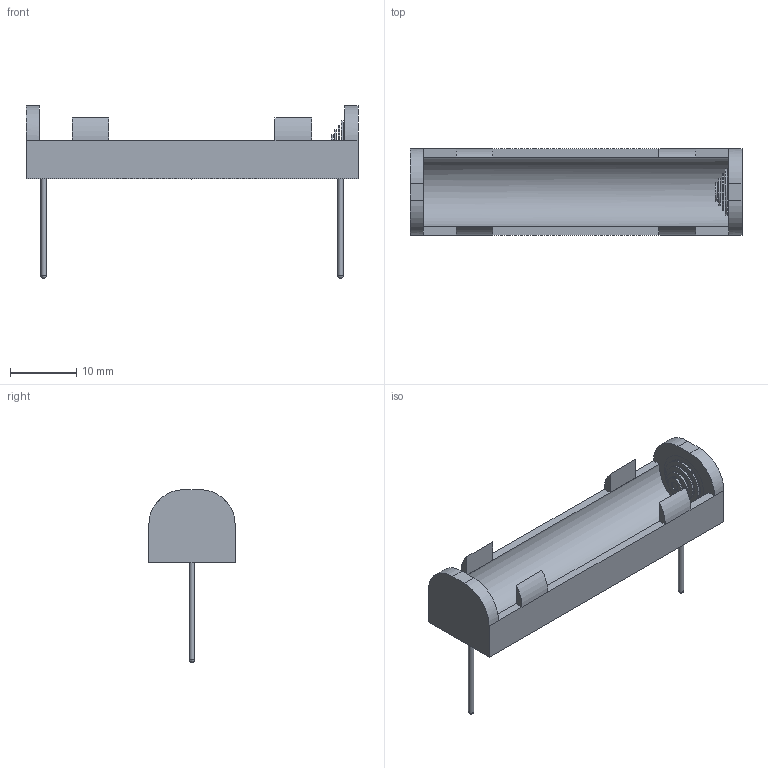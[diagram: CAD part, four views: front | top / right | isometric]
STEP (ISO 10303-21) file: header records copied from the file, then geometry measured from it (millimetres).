
FILE_DESCRIPTION(/* description */ ('model of BatteryHolder_Keystone_2466_1xAAA'),/* implementation_level */ '2;1');
FILE_NAME(/* name */ 'BatteryHolder_Keystone_2466_1xAAA.step',/* time_stamp */ '2018-12-13T15:57:48',/* author */ ('kicad StepUp','ksu'),/* organization */ ('FreeCAD'),/* preprocessor_version */ 'OCC',/* originating_system */ 'kicad StepUp',/* authorisation */ '');
FILE_SCHEMA(('AUTOMOTIVE_DESIGN { 1 0 10303 214 1 1 1 1 }'));
Length unit declared in the file: millimetre
Products named in the file (1): Keystone_2466_1xAAA
Bounding box: 49.99 x 13 x 25.99 mm (x, y, z)
Volume: 1923.7 mm3; surface area: 3000.1 mm2
Topology: 6 solids, 6 shells, 64 faces, 143 edges, 92 vertices
Faces by surface type: plane 42, cylinder 20, revolution 2
Full cylindrical faces by diameter (mm): 0.02 x1, 0.8 x2, 1.4 x1, 2.8 x2, 4.2 x2, 5.6 x2, 7 x1
Entity records: 2242 total; most frequent: DIRECTION 321, CARTESIAN_POINT 310, ORIENTED_EDGE 278, EDGE_CURVE 139, AXIS2_PLACEMENT_3D 117, VERTEX_POINT 92, LINE 85, VECTOR 85
